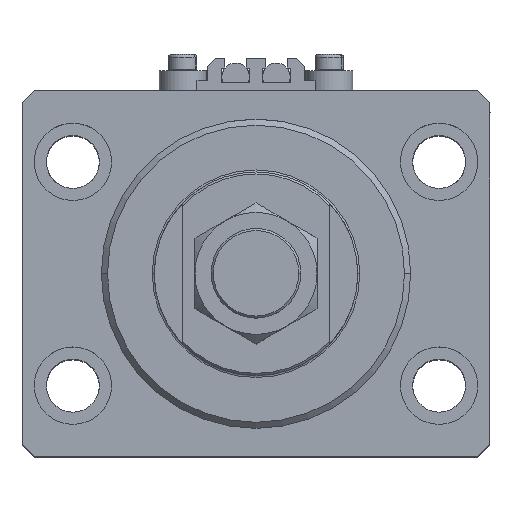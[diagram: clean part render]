
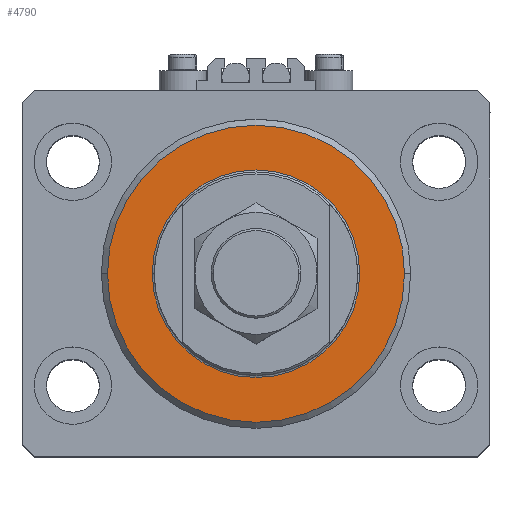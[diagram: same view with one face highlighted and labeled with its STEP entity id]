
A CAD part, top view. The second image highlights one B-rep face of the part: STEP entity #4790.
In plain terms, the highlighted face is planar.
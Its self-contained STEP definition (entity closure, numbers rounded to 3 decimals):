
#473 = DIRECTION ( 'NONE',  ( 1., 0., 0. ) ) ;
#2349 = CIRCLE ( 'NONE', #40727, 25.5 ) ;
#2451 = EDGE_LOOP ( 'NONE', ( #5250, #48699 ) ) ;
#3808 = EDGE_CURVE ( 'NONE', #37130, #29438, #5982, .T. ) ;
#4158 = VERTEX_POINT ( 'NONE', #12958 ) ;
#4790 = ADVANCED_FACE ( 'NONE', ( #40046, #24126 ), #35623, .F. ) ;
#5250 = ORIENTED_EDGE ( 'NONE', *, *, #39000, .T. ) ;
#5681 = DIRECTION ( 'NONE',  ( 0., 0., -1. ) ) ;
#5982 = CIRCLE ( 'NONE', #9312, 36.5 ) ;
#6777 = DIRECTION ( 'NONE',  ( 1., 0., 0. ) ) ;
#9312 = AXIS2_PLACEMENT_3D ( 'NONE', #25540, #5681, #473 ) ;
#12958 = CARTESIAN_POINT ( 'NONE',  ( -25.5, 0., 0. ) ) ;
#17328 = DIRECTION ( 'NONE',  ( 0., 0., 1. ) ) ;
#18217 = DIRECTION ( 'NONE',  ( 1., 0., 0. ) ) ;
#18940 = CIRCLE ( 'NONE', #35650, 36.5 ) ;
#23041 = AXIS2_PLACEMENT_3D ( 'NONE', #35506, #51455, #6777 ) ;
#23410 = EDGE_LOOP ( 'NONE', ( #23467, #43911 ) ) ;
#23467 = ORIENTED_EDGE ( 'NONE', *, *, #44760, .T. ) ;
#24126 = FACE_OUTER_BOUND ( 'NONE', #2451, .T. ) ;
#25425 = CARTESIAN_POINT ( 'NONE',  ( 25.5, 0., 0. ) ) ;
#25540 = CARTESIAN_POINT ( 'NONE',  ( 0., 0., 0. ) ) ;
#27331 = CARTESIAN_POINT ( 'NONE',  ( -36.5, 0., 0. ) ) ;
#28504 = VERTEX_POINT ( 'NONE', #25425 ) ;
#29438 = VERTEX_POINT ( 'NONE', #48199 ) ;
#30098 = DIRECTION ( 'NONE',  ( 1., 0., 0. ) ) ;
#33244 = CARTESIAN_POINT ( 'NONE',  ( 0., 0., 0. ) ) ;
#35506 = CARTESIAN_POINT ( 'NONE',  ( 0., 0., 0. ) ) ;
#35623 = PLANE ( 'NONE',  #37720 ) ;
#35650 = AXIS2_PLACEMENT_3D ( 'NONE', #46944, #50082, #18217 ) ;
#37130 = VERTEX_POINT ( 'NONE', #27331 ) ;
#37720 = AXIS2_PLACEMENT_3D ( 'NONE', #47390, #39285, #39802 ) ;
#39000 = EDGE_CURVE ( 'NONE', #29438, #37130, #18940, .T. ) ;
#39285 = DIRECTION ( 'NONE',  ( 0., 0., 1. ) ) ;
#39525 = EDGE_CURVE ( 'NONE', #4158, #28504, #40547, .T. ) ;
#39802 = DIRECTION ( 'NONE',  ( 1., 0., 0. ) ) ;
#40046 = FACE_BOUND ( 'NONE', #23410, .T. ) ;
#40547 = CIRCLE ( 'NONE', #23041, 25.5 ) ;
#40727 = AXIS2_PLACEMENT_3D ( 'NONE', #33244, #17328, #30098 ) ;
#43911 = ORIENTED_EDGE ( 'NONE', *, *, #39525, .T. ) ;
#44760 = EDGE_CURVE ( 'NONE', #28504, #4158, #2349, .T. ) ;
#46944 = CARTESIAN_POINT ( 'NONE',  ( 0., 0., 0. ) ) ;
#47390 = CARTESIAN_POINT ( 'NONE',  ( 0., 0., 0. ) ) ;
#48199 = CARTESIAN_POINT ( 'NONE',  ( 36.5, 0., 0. ) ) ;
#48699 = ORIENTED_EDGE ( 'NONE', *, *, #3808, .T. ) ;
#50082 = DIRECTION ( 'NONE',  ( 0., 0., -1. ) ) ;
#51455 = DIRECTION ( 'NONE',  ( 0., 0., 1. ) ) ;
